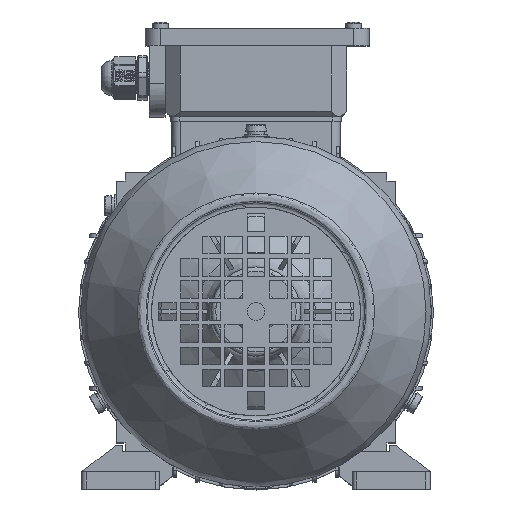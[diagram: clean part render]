
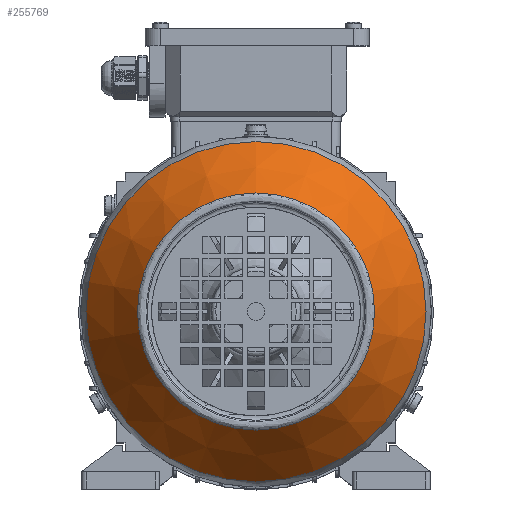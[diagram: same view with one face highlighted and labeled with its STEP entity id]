
A CAD part, top view. The second image highlights one B-rep face of the part: STEP entity #255769.
In plain terms, the highlighted conical face has half-angle 35 degrees and reference radius 76.649 mm.
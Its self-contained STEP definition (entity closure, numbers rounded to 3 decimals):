
#255710=CARTESIAN_POINT('',(6.237,1.2,94.027));
#255711=VERTEX_POINT('',#255710);
#255712=CARTESIAN_POINT('',(6.237,77.849,94.027));
#255713=DIRECTION('',(-0.0,-0.0,1.0));
#255714=DIRECTION('',(0.0,1.0,0.0));
#255715=AXIS2_PLACEMENT_3D('',#255712,#255713,#255714);
#255716=CIRCLE('',#255715,76.649);
#255717=EDGE_CURVE('n� 6',#255711,#255711,#255716,.T.);
#255737=CARTESIAN_POINT('',(6.237,24.391,127.148));
#255738=VERTEX_POINT('',#255737);
#255739=CARTESIAN_POINT('',(6.237,77.849,127.148));
#255740=DIRECTION('',(0.0,0.0,-1.0));
#255741=DIRECTION('',(0.0,1.0,0.0));
#255742=AXIS2_PLACEMENT_3D('',#255739,#255740,#255741);
#255743=CIRCLE('',#255742,53.457);
#255744=EDGE_CURVE('n� 14',#255738,#255738,#255743,.T.);
#255758=ORIENTED_EDGE('',*,*,#255744,.T.);
#255759=EDGE_LOOP('',(#255758));
#255760=FACE_OUTER_BOUND('',#255759,.T.);
#255761=ORIENTED_EDGE('',*,*,#255717,.T.);
#255762=EDGE_LOOP('',(#255761));
#255763=FACE_BOUND('',#255762,.T.);
#255764=CARTESIAN_POINT('',(6.237,77.849,94.027));
#255765=DIRECTION('',(-0.0,0.0,-1.0));
#255766=DIRECTION('',(-1.0,0.0,0.0));
#255767=AXIS2_PLACEMENT_3D('',#255764,#255765,#255766);
#255768=CONICAL_SURFACE('',#255767,76.649,0.611);
#255769=ADVANCED_FACE('n� 2',(#255760,#255763),#255768,.T.);
